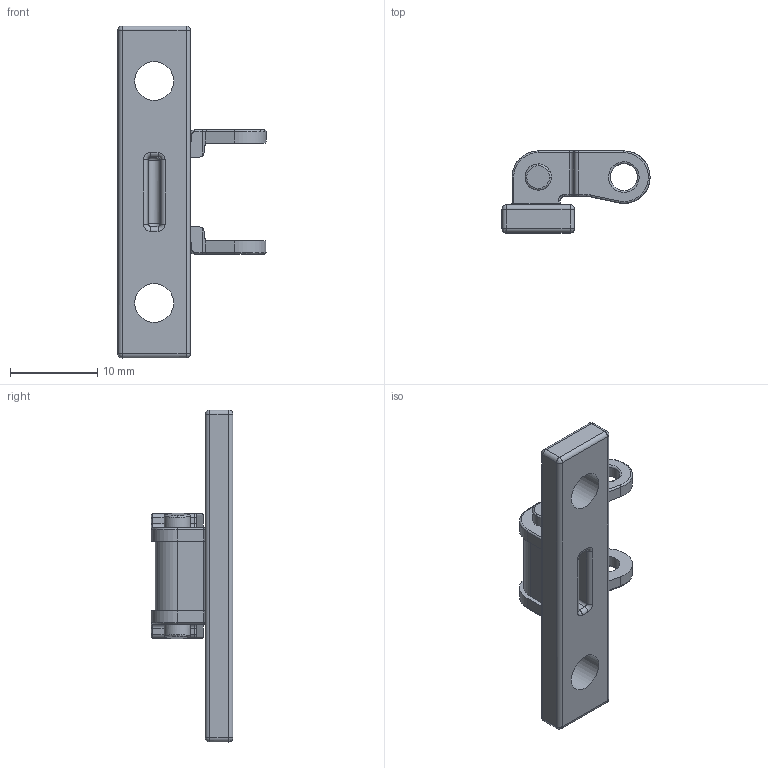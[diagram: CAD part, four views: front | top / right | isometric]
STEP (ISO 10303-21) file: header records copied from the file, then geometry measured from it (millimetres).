
FILE_DESCRIPTION(/* description */ (''),/* implementation_level */ '2;1');
FILE_NAME(/* name */ 'Chain Attachment Link.ipt.step',/* time_stamp */ '2020-04-16T22:53:08-04:00',/* author */ ('Brian'),/* organization */ (''),/* preprocessor_version */ 'ST-DEVELOPER v17',/* originating_system */ 'Autodesk Inventor 2019',/* authorisation */ '');
FILE_SCHEMA (('AUTOMOTIVE_DESIGN { 1 0 10303 214 3 1 1 }'));
Length unit declared in the file: inch
Products named in the file (1): Chain Attachment Link
Bounding box: 16.95 x 9.37 x 38 mm (x, y, z)
Volume: 1302.9 mm3; surface area: 1532.7 mm2
Topology: 1 solids, 1 shells, 152 faces, 371 edges, 220 vertices
Faces by surface type: cylinder 74, plane 38, torus 26, bspline 10, sphere 4
Full cylindrical faces by diameter (mm): 3 x2, 3.1 x2, 4.445 x2
Entity records: 6658 total; most frequent: CARTESIAN_POINT 3108, DIRECTION 741, ORIENTED_EDGE 732, EDGE_CURVE 366, AXIS2_PLACEMENT_3D 287, VERTEX_POINT 220, LINE 167, VECTOR 167
